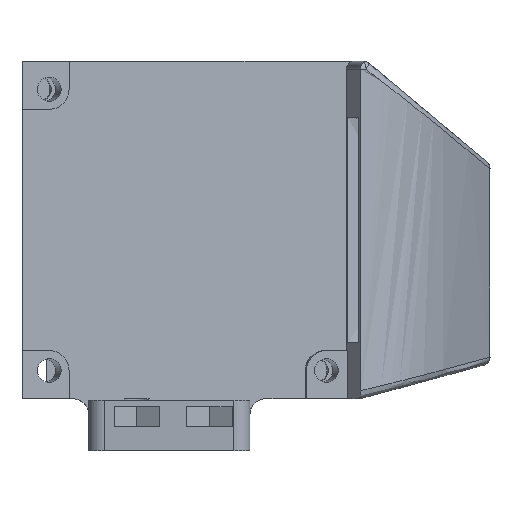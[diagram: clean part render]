
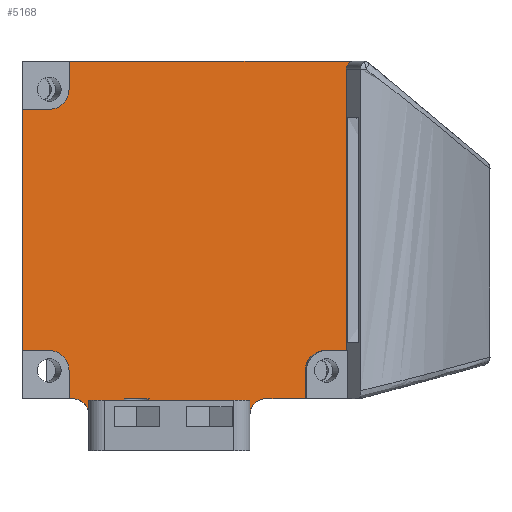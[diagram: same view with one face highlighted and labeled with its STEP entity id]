
A CAD part, left-side view. The second image highlights one B-rep face of the part: STEP entity #5168.
In plain terms, the highlighted planar face has unit normal (-0.985, -0.174, 0).
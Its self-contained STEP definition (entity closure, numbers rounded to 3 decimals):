
#68=ELLIPSE('',#5296,2.031,2.);
#71=ELLIPSE('',#5301,2.031,2.);
#565=FACE_OUTER_BOUND('',#889,.T.);
#889=EDGE_LOOP('',(#4547,#4548,#4549,#4550,#4551,#4552,#4553,#4554,#4555,
#4556,#4557,#4558,#4559,#4560,#4561,#4562,#4563,#4564,#4565,#4566,#4567,
#4568,#4569,#4570));
#946=LINE('',#6878,#1422);
#947=LINE('',#6884,#1423);
#968=LINE('',#6935,#1444);
#969=LINE('',#6938,#1445);
#974=LINE('',#6948,#1450);
#1024=LINE('',#7128,#1500);
#1069=LINE('',#7225,#1545);
#1105=LINE('',#7306,#1581);
#1118=LINE('',#7331,#1594);
#1163=LINE('',#7763,#1639);
#1189=LINE('',#7819,#1665);
#1253=LINE('',#8893,#1729);
#1360=LINE('',#9887,#1836);
#1363=LINE('',#9894,#1839);
#1368=LINE('',#9908,#1844);
#1369=LINE('',#9910,#1845);
#1370=LINE('',#9913,#1846);
#1371=LINE('',#9916,#1847);
#1422=VECTOR('',#5630,10.);
#1423=VECTOR('',#5635,10.);
#1444=VECTOR('',#5676,10.);
#1445=VECTOR('',#5679,10.);
#1450=VECTOR('',#5686,10.);
#1500=VECTOR('',#5848,10.);
#1545=VECTOR('',#5935,10.);
#1581=VECTOR('',#6009,10.);
#1594=VECTOR('',#6022,10.);
#1639=VECTOR('',#6115,10.);
#1665=VECTOR('',#6155,10.);
#1729=VECTOR('',#6347,10.);
#1836=VECTOR('',#6678,10.);
#1839=VECTOR('',#6687,10.);
#1844=VECTOR('',#6702,10.);
#1845=VECTOR('',#6705,10.);
#1846=VECTOR('',#6708,10.);
#1847=VECTOR('',#6711,10.);
#1956=CIRCLE('',#5406,1.);
#2014=CIRCLE('',#5551,2.5);
#2016=CIRCLE('',#5556,2.5);
#2017=CIRCLE('',#5560,2.5);
#2036=VERTEX_POINT('',#6875);
#2037=VERTEX_POINT('',#6877);
#2039=VERTEX_POINT('',#6881);
#2040=VERTEX_POINT('',#6883);
#2060=VERTEX_POINT('',#6934);
#2061=VERTEX_POINT('',#6936);
#2065=VERTEX_POINT('',#6946);
#2129=VERTEX_POINT('',#7111);
#2130=VERTEX_POINT('',#7113);
#2133=VERTEX_POINT('',#7124);
#2190=VERTEX_POINT('',#7305);
#2202=VERTEX_POINT('',#7329);
#2279=VERTEX_POINT('',#7760);
#2280=VERTEX_POINT('',#7762);
#2302=VERTEX_POINT('',#7816);
#2303=VERTEX_POINT('',#7818);
#2362=VERTEX_POINT('',#8338);
#2388=VERTEX_POINT('',#8892);
#2479=VERTEX_POINT('',#9886);
#2480=VERTEX_POINT('',#9890);
#2483=VERTEX_POINT('',#9902);
#2484=VERTEX_POINT('',#9903);
#2485=VERTEX_POINT('',#9912);
#2486=VERTEX_POINT('',#9914);
#2527=EDGE_CURVE('',#2037,#2036,#946,.T.);
#2530=EDGE_CURVE('',#2040,#2039,#947,.T.);
#2556=EDGE_CURVE('',#2037,#2060,#968,.T.);
#2558=EDGE_CURVE('',#2061,#2039,#969,.T.);
#2563=EDGE_CURVE('',#2065,#2036,#974,.T.);
#2642=EDGE_CURVE('',#2129,#2130,#68,.T.);
#2649=EDGE_CURVE('',#2065,#2133,#71,.F.);
#2650=EDGE_CURVE('',#2040,#2129,#1024,.T.);
#2699=EDGE_CURVE('',#2060,#2061,#1069,.T.);
#2738=EDGE_CURVE('',#2130,#2190,#1105,.T.);
#2751=EDGE_CURVE('',#2202,#2133,#1118,.T.);
#2844=EDGE_CURVE('',#2279,#2280,#1163,.T.);
#2872=EDGE_CURVE('',#2302,#2303,#1189,.T.);
#2974=EDGE_CURVE('',#2280,#2362,#1956,.F.);
#3021=EDGE_CURVE('',#2388,#2362,#1253,.T.);
#3195=EDGE_CURVE('',#2479,#2388,#1360,.T.);
#3197=EDGE_CURVE('',#2480,#2479,#2014,.T.);
#3199=EDGE_CURVE('',#2202,#2480,#1363,.T.);
#3203=EDGE_CURVE('',#2483,#2484,#2016,.T.);
#3206=EDGE_CURVE('',#2302,#2483,#1368,.T.);
#3207=EDGE_CURVE('',#2484,#2190,#1369,.T.);
#3208=EDGE_CURVE('',#2279,#2485,#1370,.T.);
#3209=EDGE_CURVE('',#2485,#2486,#2017,.T.);
#3210=EDGE_CURVE('',#2486,#2303,#1371,.T.);
#4547=ORIENTED_EDGE('',*,*,#3208,.T.);
#4548=ORIENTED_EDGE('',*,*,#3209,.T.);
#4549=ORIENTED_EDGE('',*,*,#3210,.T.);
#4550=ORIENTED_EDGE('',*,*,#2872,.F.);
#4551=ORIENTED_EDGE('',*,*,#3206,.T.);
#4552=ORIENTED_EDGE('',*,*,#3203,.T.);
#4553=ORIENTED_EDGE('',*,*,#3207,.T.);
#4554=ORIENTED_EDGE('',*,*,#2738,.F.);
#4555=ORIENTED_EDGE('',*,*,#2642,.F.);
#4556=ORIENTED_EDGE('',*,*,#2650,.F.);
#4557=ORIENTED_EDGE('',*,*,#2530,.T.);
#4558=ORIENTED_EDGE('',*,*,#2558,.F.);
#4559=ORIENTED_EDGE('',*,*,#2699,.F.);
#4560=ORIENTED_EDGE('',*,*,#2556,.F.);
#4561=ORIENTED_EDGE('',*,*,#2527,.T.);
#4562=ORIENTED_EDGE('',*,*,#2563,.F.);
#4563=ORIENTED_EDGE('',*,*,#2649,.T.);
#4564=ORIENTED_EDGE('',*,*,#2751,.F.);
#4565=ORIENTED_EDGE('',*,*,#3199,.T.);
#4566=ORIENTED_EDGE('',*,*,#3197,.T.);
#4567=ORIENTED_EDGE('',*,*,#3195,.T.);
#4568=ORIENTED_EDGE('',*,*,#3021,.T.);
#4569=ORIENTED_EDGE('',*,*,#2974,.F.);
#4570=ORIENTED_EDGE('',*,*,#2844,.F.);
#4907=PLANE('',#5559);
#5168=ADVANCED_FACE('',(#565),#4907,.T.);
#5296=AXIS2_PLACEMENT_3D('',#7114,#5830,#5831);
#5301=AXIS2_PLACEMENT_3D('',#7126,#5844,#5845);
#5406=AXIS2_PLACEMENT_3D('',#8364,#6278,#6279);
#5551=AXIS2_PLACEMENT_3D('',#9891,#6682,#6683);
#5556=AXIS2_PLACEMENT_3D('',#9904,#6696,#6697);
#5559=AXIS2_PLACEMENT_3D('',#9911,#6706,#6707);
#5560=AXIS2_PLACEMENT_3D('',#9915,#6709,#6710);
#5630=DIRECTION('',(0.174,-0.985,0.));
#5635=DIRECTION('',(0.174,-0.985,0.));
#5676=DIRECTION('',(0.,0.,1.));
#5679=DIRECTION('',(0.,0.,-1.));
#5686=DIRECTION('',(0.,0.,1.));
#5830=DIRECTION('center_axis',(-0.985,-0.174,0.));
#5831=DIRECTION('ref_axis',(0.174,-0.985,0.));
#5844=DIRECTION('center_axis',(-0.985,-0.174,0.));
#5845=DIRECTION('ref_axis',(-0.174,0.985,0.));
#5848=DIRECTION('',(0.,0.,-1.));
#5935=DIRECTION('',(-0.174,0.985,0.));
#6009=DIRECTION('',(-0.174,0.985,0.));
#6022=DIRECTION('',(-0.174,0.985,0.));
#6115=DIRECTION('',(0.174,-0.985,0.));
#6155=DIRECTION('',(0.,0.,1.));
#6278=DIRECTION('center_axis',(0.985,0.174,0.));
#6279=DIRECTION('ref_axis',(-0.123,0.696,0.707));
#6347=DIRECTION('',(0.,0.,1.));
#6678=DIRECTION('',(0.174,-0.985,0.));
#6682=DIRECTION('center_axis',(0.985,0.174,0.));
#6683=DIRECTION('ref_axis',(0.,0.,1.));
#6687=DIRECTION('',(0.,0.,1.));
#6696=DIRECTION('center_axis',(0.985,0.174,0.));
#6697=DIRECTION('ref_axis',(0.174,-0.985,0.));
#6702=DIRECTION('',(0.174,-0.985,0.));
#6705=DIRECTION('',(0.,0.,-1.));
#6706=DIRECTION('center_axis',(-0.985,-0.174,0.));
#6707=DIRECTION('ref_axis',(-0.174,0.985,0.));
#6708=DIRECTION('',(0.,0.,-1.));
#6709=DIRECTION('center_axis',(0.985,0.174,0.));
#6710=DIRECTION('ref_axis',(0.,0.,
-1.));
#6711=DIRECTION('',(-0.174,0.985,0.));
#6875=CARTESIAN_POINT('',(-24.748,-25.35,22.3));
#6877=CARTESIAN_POINT('',(-26.96,-12.806,22.3));
#6878=CARTESIAN_POINT('',(-28.746,-2.678,22.3));
#6881=CARTESIAN_POINT('',(-27.507,-9.7,22.3));
#6883=CARTESIAN_POINT('',(-28.283,-5.3,22.3));
#6884=CARTESIAN_POINT('',(-28.746,-2.678,22.3));
#6934=CARTESIAN_POINT('',(-26.96,-12.806,22.5));
#6935=CARTESIAN_POINT('',(-26.96,-12.806,22.5));
#6936=CARTESIAN_POINT('',(-27.507,-9.7,22.5));
#6938=CARTESIAN_POINT('',(-27.507,-9.7,22.5));
#6946=CARTESIAN_POINT('',(-24.748,-25.35,20.5));
#6948=CARTESIAN_POINT('',(-24.748,-25.35,39.75));
#7111=CARTESIAN_POINT('',(-28.283,-5.3,20.5));
#7113=CARTESIAN_POINT('',(-28.636,-3.3,22.5));
#7114=CARTESIAN_POINT('Origin',(-28.636,-3.3,20.5));
#7124=CARTESIAN_POINT('',(-24.395,-27.35,22.5));
#7126=CARTESIAN_POINT('Origin',(-24.395,-27.35,20.5));
#7128=CARTESIAN_POINT('',(-28.283,-5.3,39.75));
#7225=CARTESIAN_POINT('',(-28.746,-2.678,22.5));
#7305=CARTESIAN_POINT('',(-28.746,-2.678,22.5));
#7306=CARTESIAN_POINT('',(-28.746,-2.678,22.5));
#7329=CARTESIAN_POINT('',(-23.536,-32.222,22.5));
#7331=CARTESIAN_POINT('',(-28.746,-2.678,22.5));
#7760=CARTESIAN_POINT('',(-28.746,-2.678,64.5));
#7762=CARTESIAN_POINT('',(-22.46,-38.328,64.5));
#7763=CARTESIAN_POINT('',(-28.746,-2.678,64.5));
#7816=CARTESIAN_POINT('',(-29.747,3.,28.5));
#7818=CARTESIAN_POINT('',(-29.747,3.,58.5));
#7819=CARTESIAN_POINT('',(-29.747,3.,63.5));
#8338=CARTESIAN_POINT('',(-22.633,-37.343,63.5));
#8364=CARTESIAN_POINT('Origin',(-22.46,-38.328,63.5));
#8892=CARTESIAN_POINT('',(-22.633,-37.343,28.5));
#8893=CARTESIAN_POINT('',(-22.633,-37.343,63.5));
#9886=CARTESIAN_POINT('',(-23.102,-34.684,28.5));
#9887=CARTESIAN_POINT('',(-22.651,-37.244,28.5));
#9890=CARTESIAN_POINT('',(-23.536,-32.222,26.));
#9891=CARTESIAN_POINT('Origin',(-23.102,-34.684,26.));
#9894=CARTESIAN_POINT('',(-23.536,-32.222,44.75));
#9902=CARTESIAN_POINT('',(-29.18,-0.216,28.5));
#9903=CARTESIAN_POINT('',(-28.746,-2.678,26.));
#9904=CARTESIAN_POINT('Origin',(-29.18,-0.216,26.));
#9908=CARTESIAN_POINT('',(-25.924,-18.681,28.5));
#9910=CARTESIAN_POINT('',(-28.746,-2.678,43.));
#9911=CARTESIAN_POINT('Origin',(-22.668,-37.146,63.5));
#9912=CARTESIAN_POINT('',(-28.746,-2.678,61.));
#9913=CARTESIAN_POINT('',(-28.746,-2.678,62.25));
#9914=CARTESIAN_POINT('',(-29.18,-0.216,58.5));
#9915=CARTESIAN_POINT('Origin',(-29.18,-0.216,61.));
#9916=CARTESIAN_POINT('',(-26.207,-17.073,58.5));
